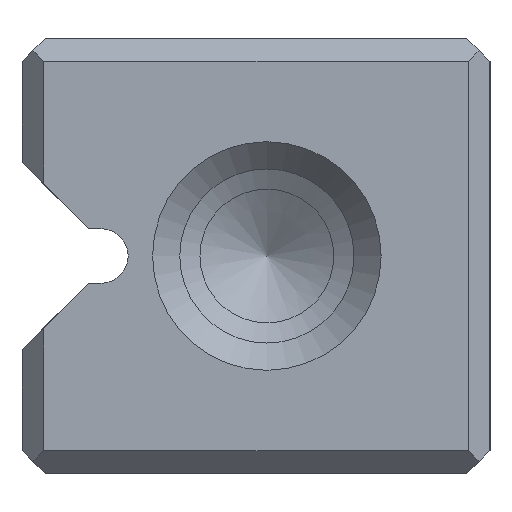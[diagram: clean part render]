
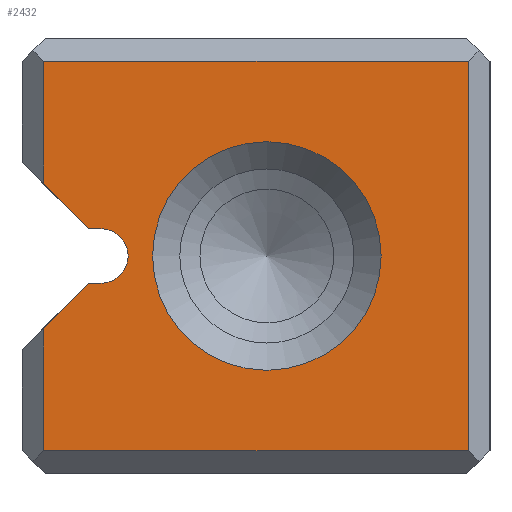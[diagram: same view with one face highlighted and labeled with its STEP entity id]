
A CAD part, left-side view. The second image highlights one B-rep face of the part: STEP entity #2432.
In plain terms, the highlighted planar face has unit normal (-1, 0, 0).
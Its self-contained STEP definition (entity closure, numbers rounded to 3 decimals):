
#2432=ADVANCED_FACE('',(#3053,#3054),#2772,.T.);
#2772=PLANE('',#8240);
#2999=CIRCLE('',#8238,2.1);
#3000=CIRCLE('',#8239,0.5);
#3053=FACE_BOUND('',#3154,.T.);
#3054=FACE_BOUND('',#3155,.T.);
#3154=EDGE_LOOP('',(#3951));
#3155=EDGE_LOOP('',(#3952,#3953,#3954,#3955,#3956,#3957,#3958,#3959,#3960,
#3961));
#3951=ORIENTED_EDGE('',*,*,#6283,.T.);
#3952=ORIENTED_EDGE('',*,*,#6284,.T.);
#3953=ORIENTED_EDGE('',*,*,#6285,.T.);
#3954=ORIENTED_EDGE('',*,*,#6286,.T.);
#3955=ORIENTED_EDGE('',*,*,#6287,.T.);
#3956=ORIENTED_EDGE('',*,*,#6288,.T.);
#3957=ORIENTED_EDGE('',*,*,#6289,.T.);
#3958=ORIENTED_EDGE('',*,*,#6290,.T.);
#3959=ORIENTED_EDGE('',*,*,#6291,.F.);
#3960=ORIENTED_EDGE('',*,*,#6292,.F.);
#3961=ORIENTED_EDGE('',*,*,#6293,.T.);
#5690=VERTEX_POINT('',#10463);
#5691=VERTEX_POINT('',#10465);
#5692=VERTEX_POINT('',#10466);
#5693=VERTEX_POINT('',#10468);
#5694=VERTEX_POINT('',#10470);
#5695=VERTEX_POINT('',#10472);
#5696=VERTEX_POINT('',#10474);
#5697=VERTEX_POINT('',#10476);
#5698=VERTEX_POINT('',#10478);
#5699=VERTEX_POINT('',#10480);
#5700=VERTEX_POINT('',#10482);
#6283=EDGE_CURVE('',#5690,#5690,#2999,.T.);
#6284=EDGE_CURVE('',#5691,#5692,#7075,.T.);
#6285=EDGE_CURVE('',#5692,#5693,#7076,.T.);
#6286=EDGE_CURVE('',#5693,#5694,#7077,.T.);
#6287=EDGE_CURVE('',#5694,#5695,#7078,.T.);
#6288=EDGE_CURVE('',#5695,#5696,#7079,.T.);
#6289=EDGE_CURVE('',#5696,#5697,#7080,.T.);
#6290=EDGE_CURVE('',#5697,#5698,#3000,.T.);
#6291=EDGE_CURVE('',#5699,#5698,#7081,.T.);
#6292=EDGE_CURVE('',#5700,#5699,#7082,.T.);
#6293=EDGE_CURVE('',#5700,#5691,#7083,.T.);
#7075=LINE('',#10464,#7736);
#7076=LINE('',#10467,#7737);
#7077=LINE('',#10469,#7738);
#7078=LINE('',#10471,#7739);
#7079=LINE('',#10473,#7740);
#7080=LINE('',#10475,#7741);
#7081=LINE('',#10479,#7742);
#7082=LINE('',#10481,#7743);
#7083=LINE('',#10483,#7744);
#7736=VECTOR('',#8694,1.);
#7737=VECTOR('',#8695,1.);
#7738=VECTOR('',#8696,1.);
#7739=VECTOR('',#8697,1.);
#7740=VECTOR('',#8698,1.);
#7741=VECTOR('',#8699,1.);
#7742=VECTOR('',#8702,1.);
#7743=VECTOR('',#8703,1.);
#7744=VECTOR('',#8704,1.);
#8238=AXIS2_PLACEMENT_3D('',#10462,#8692,#8693);
#8239=AXIS2_PLACEMENT_3D('',#10477,#8700,#8701);
#8240=AXIS2_PLACEMENT_3D('',#10484,#8705,#8706);
#8692=DIRECTION('',(1.,0.,0.));
#8693=DIRECTION('',(0.,0.,-1.));
#8694=DIRECTION('',(0.,-1.,0.));
#8695=DIRECTION('',(0.,0.,1.));
#8696=DIRECTION('',(0.,1.,0.));
#8697=DIRECTION('',(0.,0.,-1.));
#8698=DIRECTION('',(0.,-0.707,-0.707));
#8699=DIRECTION('',(0.,-1.,0.));
#8700=DIRECTION('',(1.,0.,0.));
#8701=DIRECTION('',(0.,0.,1.));
#8702=DIRECTION('',(0.,-1.,0.));
#8703=DIRECTION('',(0.,-0.707,0.707));
#8704=DIRECTION('',(0.,0.,-1.));
#8705=DIRECTION('',(-1.,0.,0.));
#8706=DIRECTION('',(0.,0.,-1.));
#10462=CARTESIAN_POINT('',(0.,4.1,4.));
#10463=CARTESIAN_POINT('',(0.,4.1,1.9));
#10464=CARTESIAN_POINT('',(0.,4.3,0.425));
#10465=CARTESIAN_POINT('',(0.,8.2,0.425));
#10466=CARTESIAN_POINT('',(0.,0.4,0.425));
#10467=CARTESIAN_POINT('',(0.,0.4,0.));
#10468=CARTESIAN_POINT('',(0.,0.4,7.575));
#10469=CARTESIAN_POINT('',(0.,4.3,7.575));
#10470=CARTESIAN_POINT('',(0.,8.2,7.575));
#10471=CARTESIAN_POINT('',(0.,8.2,0.));
#10472=CARTESIAN_POINT('',(0.,8.2,5.321));
#10473=CARTESIAN_POINT('',(0.,8.6,5.721));
#10474=CARTESIAN_POINT('',(0.,7.379,4.5));
#10475=CARTESIAN_POINT('',(0.,6.65,4.5));
#10476=CARTESIAN_POINT('',(0.,7.15,4.5));
#10477=CARTESIAN_POINT('',(0.,7.15,4.));
#10478=CARTESIAN_POINT('',(0.,7.15,3.5));
#10479=CARTESIAN_POINT('',(0.,6.65,3.5));
#10480=CARTESIAN_POINT('',(0.,7.379,3.5));
#10481=CARTESIAN_POINT('',(0.,8.6,2.279));
#10482=CARTESIAN_POINT('',(0.,8.2,2.679));
#10483=CARTESIAN_POINT('',(0.,8.2,0.));
#10484=CARTESIAN_POINT('',(0.,4.3,0.));
